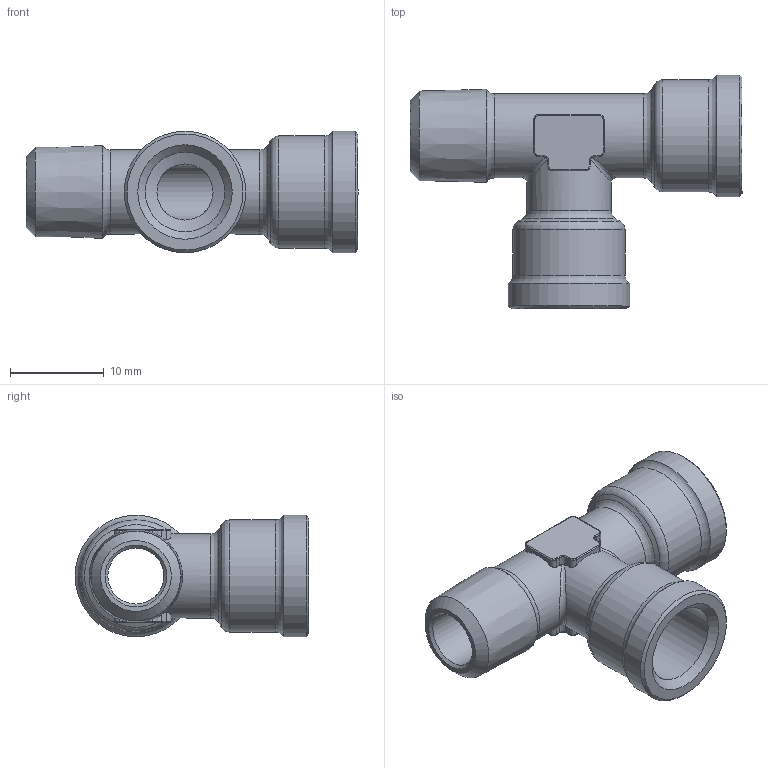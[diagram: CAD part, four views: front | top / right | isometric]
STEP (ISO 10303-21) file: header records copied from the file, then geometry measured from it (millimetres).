
FILE_DESCRIPTION(( 'RAL.25.18.18.stp' ), '1');
FILE_NAME( 'RAL.25.18.18.stp', '2021-02-22T10:31:59',( 'Sopra'),('sopra-pneumatic.com'), 'SwSTEP 2.0','SolidWorks 2009','' );
FILE_SCHEMA( ( 'CONFIG_CONTROL_DESIGN' ) );
Length unit declared in the file: millimetre
Products named in the file (1): NONE
Bounding box: 35.5 x 25 x 13 mm (x, y, z)
Volume: 2430.2 mm3; surface area: 2930.8 mm2
Topology: 1 solids, 1 shells, 99 faces, 248 edges, 150 vertices
Faces by surface type: cylinder 42, torus 23, plane 21, cone 11, bspline 2
Full cylindrical faces by diameter (mm): 6 x2, 8.5 x2, 9 x2, 12 x2, 13 x2
Entity records: 3051 total; most frequent: CARTESIAN_POINT 851, DIRECTION 470, ORIENTED_EDGE 408, EDGE_CURVE 204, AXIS2_PLACEMENT_3D 198, VERTEX_POINT 136, EDGE_LOOP 132, FACE_OUTER_BOUND 116
